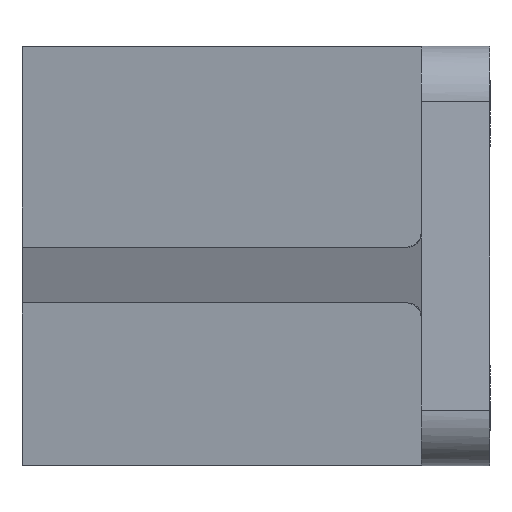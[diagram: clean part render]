
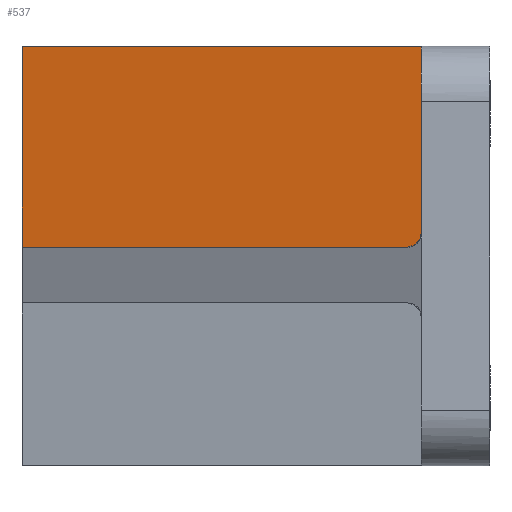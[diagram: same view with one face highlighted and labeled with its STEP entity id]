
A CAD part, left-side view. The second image highlights one B-rep face of the part: STEP entity #537.
In plain terms, the highlighted free-form (B-spline) face has degree [1, 1] with [2, 2] control points.
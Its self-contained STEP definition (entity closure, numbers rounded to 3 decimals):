
#537 = ADVANCED_FACE('',(#538),#577,.F.);
#538 = FACE_BOUND('',#539,.T.);
#539 = EDGE_LOOP('',(#540,#549,#558,#565,#572));
#540 = ORIENTED_EDGE('',*,*,#541,.F.);
#541 = EDGE_CURVE('',#542,#544,#546,.T.);
#542 = VERTEX_POINT('',#543);
#543 = CARTESIAN_POINT('',(-37.269,17.226,1.846
    ));
#544 = VERTEX_POINT('',#545);
#545 = CARTESIAN_POINT('',(-24.455,98.129,1.846
    ));
#546 = B_SPLINE_CURVE_WITH_KNOTS('',1,(#547,#548),.UNSPECIFIED.,.F.,.F.,
  (2,2),(2.314,69.949),.PIECEWISE_BEZIER_KNOTS.);
#547 = CARTESIAN_POINT('',(-37.269,17.226,1.846
    ));
#548 = CARTESIAN_POINT('',(-24.455,98.129,1.846
    ));
#549 = ORIENTED_EDGE('',*,*,#550,.T.);
#550 = EDGE_CURVE('',#542,#551,#553,.T.);
#551 = VERTEX_POINT('',#552);
#552 = CARTESIAN_POINT('',(-37.708,14.458,
    4.614));
#553 = ( BOUNDED_CURVE() B_SPLINE_CURVE(3,(#554,#555,#556,#557),
.UNSPECIFIED.,.F.,.F.) B_SPLINE_CURVE_WITH_KNOTS((4,4),(4.712,
6.283),.PIECEWISE_BEZIER_KNOTS.) CURVE() 
GEOMETRIC_REPRESENTATION_ITEM() RATIONAL_B_SPLINE_CURVE((1.,
0.805,0.805,1.)) REPRESENTATION_ITEM('') );
#554 = CARTESIAN_POINT('',(-37.269,17.226,1.846
    ));
#555 = CARTESIAN_POINT('',(-37.526,15.605,
    1.846));
#556 = CARTESIAN_POINT('',(-37.708,14.458,
    2.992));
#557 = CARTESIAN_POINT('',(-37.708,14.458,
    4.614));
#558 = ORIENTED_EDGE('',*,*,#559,.F.);
#559 = EDGE_CURVE('',#560,#551,#562,.T.);
#560 = VERTEX_POINT('',#561);
#561 = CARTESIAN_POINT('',(-37.708,14.458,
    43.989));
#562 = B_SPLINE_CURVE_WITH_KNOTS('',1,(#563,#564),.UNSPECIFIED.,.F.,.F.,
  (2,2),(-0.,32.512),.PIECEWISE_BEZIER_KNOTS.);
#563 = CARTESIAN_POINT('',(-37.708,14.458,
    43.989));
#564 = CARTESIAN_POINT('',(-37.708,14.458,
    4.614));
#565 = ORIENTED_EDGE('',*,*,#566,.F.);
#566 = EDGE_CURVE('',#567,#560,#569,.T.);
#567 = VERTEX_POINT('',#568);
#568 = CARTESIAN_POINT('',(-24.455,98.129,
    43.989));
#569 = B_SPLINE_CURVE_WITH_KNOTS('',1,(#570,#571),.UNSPECIFIED.,.F.,.F.,
  (2,2),(-69.949,-0.),.PIECEWISE_BEZIER_KNOTS.);
#570 = CARTESIAN_POINT('',(-24.455,98.129,
    43.989));
#571 = CARTESIAN_POINT('',(-37.708,14.458,
    43.989));
#572 = ORIENTED_EDGE('',*,*,#573,.T.);
#573 = EDGE_CURVE('',#567,#544,#574,.T.);
#574 = B_SPLINE_CURVE_WITH_KNOTS('',1,(#575,#576),.UNSPECIFIED.,.F.,.F.,
  (2,2),(-0.,34.798),.PIECEWISE_BEZIER_KNOTS.);
#575 = CARTESIAN_POINT('',(-24.455,98.129,
    43.989));
#576 = CARTESIAN_POINT('',(-24.455,98.129,1.846
    ));
#577 = B_SPLINE_SURFACE_WITH_KNOTS('',1,1,(
    (#578,#579)
    ,(#580,#581
    )),.UNSPECIFIED.,.F.,.F.,.F.,(2,2),(2,2),(0.,69.949),(
    -34.798,0.),.PIECEWISE_BEZIER_KNOTS.);
#578 = CARTESIAN_POINT('',(-37.708,14.458,
    1.846));
#579 = CARTESIAN_POINT('',(-37.708,14.458,
    43.989));
#580 = CARTESIAN_POINT('',(-24.455,98.129,1.846
    ));
#581 = CARTESIAN_POINT('',(-24.455,98.129,
    43.989));
